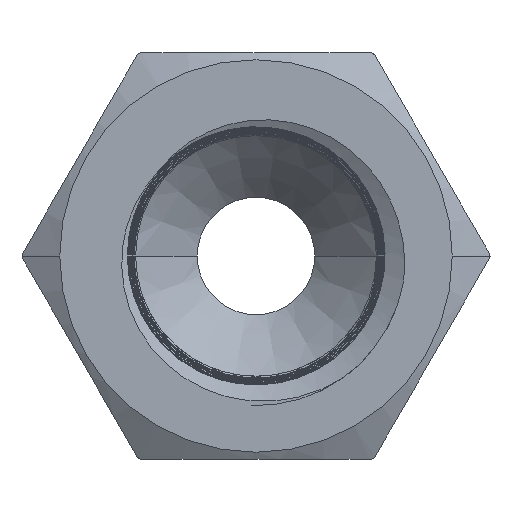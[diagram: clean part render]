
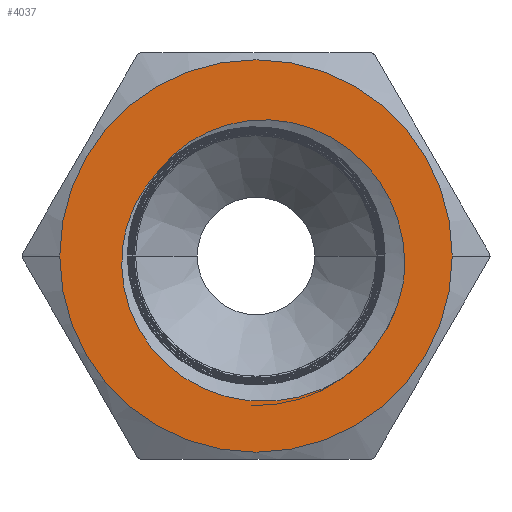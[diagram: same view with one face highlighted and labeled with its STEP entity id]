
A CAD part, left-side view. The second image highlights one B-rep face of the part: STEP entity #4037.
In plain terms, the highlighted planar face has unit normal (-1, 0, 0).
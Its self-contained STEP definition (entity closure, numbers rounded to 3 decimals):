
#121=CARTESIAN_POINT('',(0.,3.363,3.013));
#122=CARTESIAN_POINT('',(0.,3.205,3.212));
#123=CARTESIAN_POINT('',(0.,2.86,3.579));
#124=CARTESIAN_POINT('',(0.,2.255,4.042));
#125=CARTESIAN_POINT('',(0.,1.571,4.402));
#126=CARTESIAN_POINT('',(0.,0.837,4.645));
#127=CARTESIAN_POINT('',(0.,0.062,4.766));
#128=CARTESIAN_POINT('',(0.,-0.725,4.756));
#129=CARTESIAN_POINT('',(0.,-1.502,4.619));
#130=CARTESIAN_POINT('',(0.,-2.257,4.352));
#131=CARTESIAN_POINT('',(0.,-2.963,3.963));
#132=CARTESIAN_POINT('',(0.,-3.606,3.454));
#133=CARTESIAN_POINT('',(0.,-4.147,2.859));
#134=CARTESIAN_POINT('',(0.,-4.58,2.197));
#135=CARTESIAN_POINT('',(0.,-4.903,1.482));
#136=CARTESIAN_POINT('',(0.,-5.114,0.721));
#137=CARTESIAN_POINT('',(0.,-5.207,-0.076));
#138=CARTESIAN_POINT('',(0.,-5.187,-0.606));
#139=CARTESIAN_POINT('',(0.,-5.156,-0.873));
#141=CARTESIAN_POINT('',(0.,0.,0.));
#142=DIRECTION('',(-1.,0.,0.));
#143=DIRECTION('',(0.,0.745,0.667));
#144=AXIS2_PLACEMENT_3D('',#141,#142,#143);
#146=CARTESIAN_POINT('',(0.,-3.062,-4.235));
#147=CARTESIAN_POINT('',(0.,-2.874,-4.358));
#148=CARTESIAN_POINT('',(0.,-2.487,-4.577));
#149=CARTESIAN_POINT('',(0.,-1.862,-4.83));
#150=CARTESIAN_POINT('',(0.,-1.225,-4.996));
#151=CARTESIAN_POINT('',(0.,-0.577,-5.08));
#152=CARTESIAN_POINT('',(0.,0.098,-5.08));
#153=CARTESIAN_POINT('',(0.,0.81,-4.983));
#154=CARTESIAN_POINT('',(0.,1.557,-4.765));
#155=CARTESIAN_POINT('',(0.,2.265,-4.427));
#156=CARTESIAN_POINT('',(0.,2.898,-3.992));
#157=CARTESIAN_POINT('',(0.,3.448,-3.475));
#158=CARTESIAN_POINT('',(0.,3.908,-2.884));
#159=CARTESIAN_POINT('',(0.,4.273,-2.227));
#160=CARTESIAN_POINT('',(0.,4.529,-1.526));
#161=CARTESIAN_POINT('',(0.,4.671,-0.81));
#162=CARTESIAN_POINT('',(0.,4.7,-0.112));
#163=CARTESIAN_POINT('',(0.,4.636,0.513));
#164=CARTESIAN_POINT('',(0.,4.511,1.053));
#165=CARTESIAN_POINT('',(0.,4.341,1.534));
#166=CARTESIAN_POINT('',(0.,4.13,1.973));
#167=CARTESIAN_POINT('',(0.,3.874,2.389));
#168=CARTESIAN_POINT('',(0.,3.672,2.648));
#169=CARTESIAN_POINT('',(0.,3.563,2.773));
#171=CARTESIAN_POINT('',(0.,-5.156,-0.873));
#172=CARTESIAN_POINT('',(0.,-5.118,-1.096));
#173=CARTESIAN_POINT('',(0.,-5.014,-1.534));
#174=CARTESIAN_POINT('',(0.,-4.773,-2.17));
#175=CARTESIAN_POINT('',(0.,-4.454,-2.765));
#176=CARTESIAN_POINT('',(0.,-4.061,-3.315));
#177=CARTESIAN_POINT('',(0.,-3.597,-3.812));
#178=CARTESIAN_POINT('',(0.,-3.247,-4.101));
#179=CARTESIAN_POINT('',(0.,-3.062,-4.235));
#181=CARTESIAN_POINT('',(0.,0.,0.));
#182=DIRECTION('',(-1.,0.,0.));
#183=DIRECTION('',(0.,1.,0.));
#184=AXIS2_PLACEMENT_3D('',#181,#182,#183);
#186=CARTESIAN_POINT('',(0.,0.,0.));
#187=DIRECTION('',(-1.,0.,0.));
#188=DIRECTION('',(0.,-1.,0.));
#189=AXIS2_PLACEMENT_3D('',#186,#187,#188);
#3783=CARTESIAN_POINT('',(0.,6.85,0.));
#3784=CARTESIAN_POINT('',(0.,-6.85,0.));
#3785=VERTEX_POINT('',#3783);
#3786=VERTEX_POINT('',#3784);
#3840=VERTEX_POINT('',#121);
#3841=VERTEX_POINT('',#139);
#3842=VERTEX_POINT('',#179);
#3843=VERTEX_POINT('',#169);
#4016=CARTESIAN_POINT('',(0.,0.,0.));
#4017=DIRECTION('',(1.,0.,0.));
#4018=DIRECTION('',(0.,0.,-1.));
#4019=AXIS2_PLACEMENT_3D('',#4016,#4017,#4018);
#4020=PLANE('',#4019);
#4022=ORIENTED_EDGE('',*,*,#4021,.F.);
#4024=ORIENTED_EDGE('',*,*,#4023,.F.);
#4025=EDGE_LOOP('',(#4022,#4024));
#4026=FACE_OUTER_BOUND('',#4025,.F.);
#4028=ORIENTED_EDGE('',*,*,#4027,.F.);
#4030=ORIENTED_EDGE('',*,*,#4029,.T.);
#4032=ORIENTED_EDGE('',*,*,#4031,.F.);
#4034=ORIENTED_EDGE('',*,*,#4033,.F.);
#4035=EDGE_LOOP('',(#4028,#4030,#4032,#4034));
#4036=FACE_BOUND('',#4035,.F.);
#140=B_SPLINE_CURVE_WITH_KNOTS('',3,(#121,#122,#123,#124,#125,#126,#127,#128,
#129,#130,#131,#132,#133,#134,#135,#136,#137,#138,#139),.UNSPECIFIED.,.F.,.F.,
(4,1,1,1,1,1,1,1,1,1,1,1,1,1,1,1,4),(0.,0.063,0.125,0.188,0.25,
0.313,0.375,0.438,0.5,0.563,0.625,0.688,0.75,0.813,
0.875,0.938,1.),.UNSPECIFIED.);
#145=CIRCLE('',#144,4.515);
#170=B_SPLINE_CURVE_WITH_KNOTS('',3,(#146,#147,#148,#149,#150,#151,#152,#153,
#154,#155,#156,#157,#158,#159,#160,#161,#162,#163,#164,#165,#166,#167,#168,
#169),.UNSPECIFIED.,.F.,.F.,(4,1,1,1,1,1,1,1,1,1,1,1,1,1,1,1,1,1,1,1,1,4),(0.,
0.048,0.095,0.143,0.19,
0.238,0.286,0.333,0.381,
0.429,0.476,0.524,0.571,
0.619,0.667,0.714,0.762,
0.81,0.857,0.905,0.952,1.),
.UNSPECIFIED.);
#180=B_SPLINE_CURVE_WITH_KNOTS('',3,(#171,#172,#173,#174,#175,#176,#177,#178,
#179),.UNSPECIFIED.,.F.,.F.,(4,1,1,1,1,1,4),(0.,0.167,
0.333,0.5,0.667,0.833,1.),
.UNSPECIFIED.);
#185=CIRCLE('',#184,6.85);
#190=CIRCLE('',#189,6.85);
#4021=EDGE_CURVE('',#3785,#3786,#185,.T.);
#4023=EDGE_CURVE('',#3786,#3785,#190,.T.);
#4027=EDGE_CURVE('',#3840,#3841,#140,.T.);
#4029=EDGE_CURVE('',#3840,#3843,#145,.T.);
#4031=EDGE_CURVE('',#3842,#3843,#170,.T.);
#4033=EDGE_CURVE('',#3841,#3842,#180,.T.);
#4037=ADVANCED_FACE('',(#4026,#4036),#4020,.F.);
